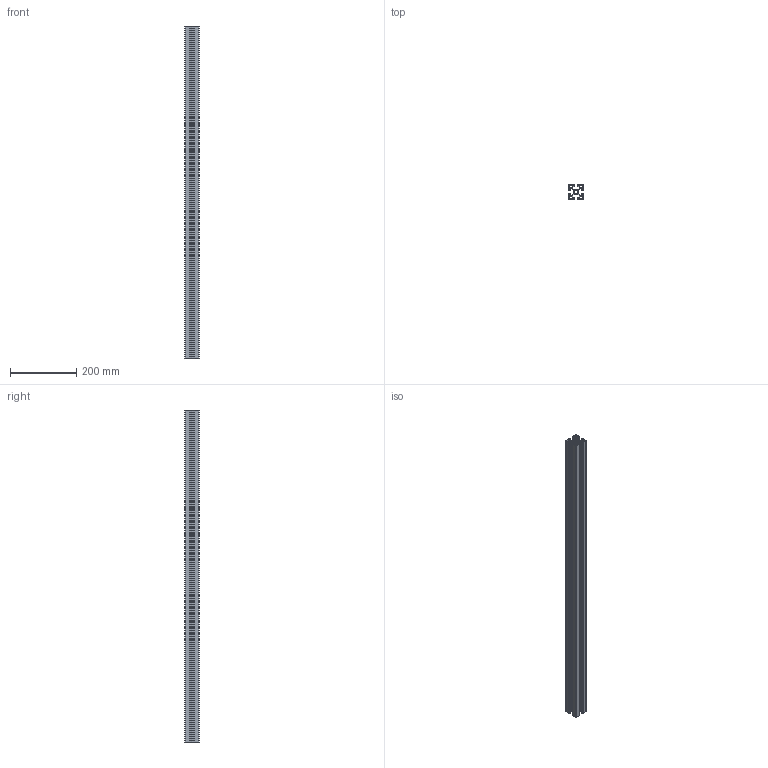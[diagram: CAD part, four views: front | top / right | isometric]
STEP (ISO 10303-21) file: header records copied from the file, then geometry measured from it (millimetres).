
FILE_DESCRIPTION((''),'2;1');
FILE_NAME('P45L_N10_B.stp','2012-11-22T16:14:36',('Schwarz'),(''),'Autodesk Inventor 2009','Autodesk Inventor 2009','');
FILE_SCHEMA(('AUTOMOTIVE_DESIGN { 1 0 10303 214 1 1 1 1 }'));
Length unit declared in the file: millimetre
Products named in the file (1): P45L_N10_B
Bounding box: 45 x 45 x 1000 mm (x, y, z)
Volume: 572658.3 mm3; surface area: 599311.9 mm2
Topology: 1 solids, 1 shells, 250 faces, 744 edges, 496 vertices
Faces by surface type: cylinder 144, plane 106
Entity records: 8542 total; most frequent: DIRECTION 1534, CARTESIAN_POINT 1491, ORIENTED_EDGE 1488, EDGE_CURVE 744, AXIS2_PLACEMENT_3D 539, VERTEX_POINT 496, VECTOR 456, LINE 456
